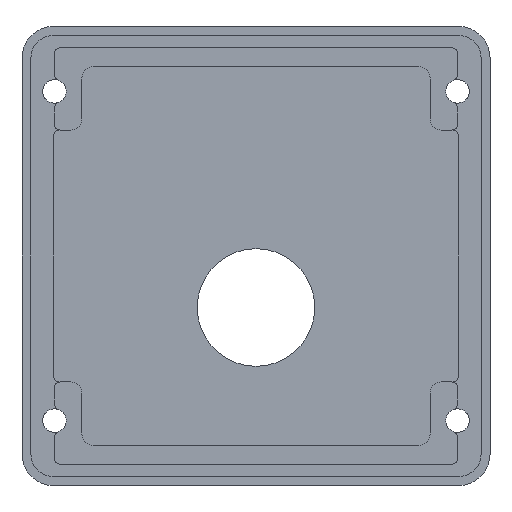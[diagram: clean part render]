
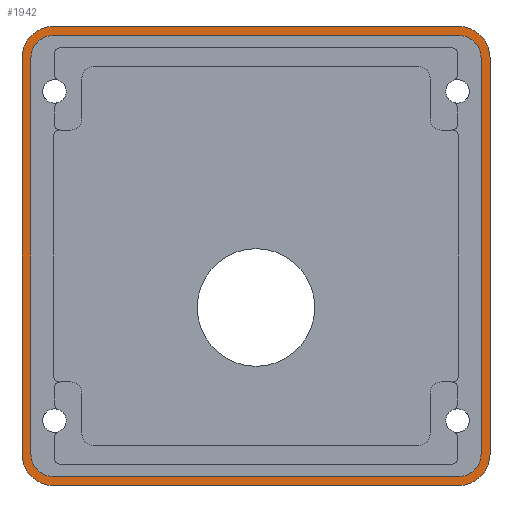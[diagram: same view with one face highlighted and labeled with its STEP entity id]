
A CAD part, front view. The second image highlights one B-rep face of the part: STEP entity #1942.
In plain terms, the highlighted planar face has unit normal (0, -1, 0).
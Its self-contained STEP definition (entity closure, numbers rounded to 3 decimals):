
#18 = EDGE_CURVE ( 'NONE', #2797, #2940, #3328, .T. ) ;
#70 = DIRECTION ( 'NONE',  ( 0., 0., 1. ) ) ;
#91 = CARTESIAN_POINT ( 'NONE',  ( 18.1, -0.6, 20.5 ) ) ;
#159 = CARTESIAN_POINT ( 'NONE',  ( -18.1, -0.6, 17.7 ) ) ;
#165 = DIRECTION ( 'NONE',  ( 0., -1., 0. ) ) ;
#188 = DIRECTION ( 'NONE',  ( -1., 0., 0. ) ) ;
#214 = VERTEX_POINT ( 'NONE', #714 ) ;
#264 = CARTESIAN_POINT ( 'NONE',  ( -18.1, -0.6, -17.7 ) ) ;
#291 = VECTOR ( 'NONE', #3653, 1000. ) ;
#306 = CARTESIAN_POINT ( 'NONE',  ( 18.1, -0.6, 17.7 ) ) ;
#312 = CARTESIAN_POINT ( 'NONE',  ( 20.9, -0.6, -17.7 ) ) ;
#347 = CARTESIAN_POINT ( 'NONE',  ( 18.1, -0.6, -19.7 ) ) ;
#359 = DIRECTION ( 'NONE',  ( 0., 0., -1. ) ) ;
#419 = CARTESIAN_POINT ( 'NONE',  ( 18.1, -0.6, -17.7 ) ) ;
#434 = VECTOR ( 'NONE', #188, 1000. ) ;
#610 = CARTESIAN_POINT ( 'NONE',  ( 18.1, -0.6, -20.5 ) ) ;
#682 = ORIENTED_EDGE ( 'NONE', *, *, #2746, .F. ) ;
#714 = CARTESIAN_POINT ( 'NONE',  ( -18.1, -0.6, -19.7 ) ) ;
#719 = EDGE_CURVE ( 'NONE', #1514, #2797, #2229, .T. ) ;
#741 = DIRECTION ( 'NONE',  ( 0., 0., -1. ) ) ;
#749 = CARTESIAN_POINT ( 'NONE',  ( -20.1, -0.6, 17.7 ) ) ;
#816 = DIRECTION ( 'NONE',  ( -1., 0., 0. ) ) ;
#837 = CARTESIAN_POINT ( 'NONE',  ( 20.1, -0.6, -17.7 ) ) ;
#872 = EDGE_CURVE ( 'NONE', #2095, #2887, #4894, .T. ) ;
#889 = DIRECTION ( 'NONE',  ( 0., -1., 0. ) ) ;
#895 = EDGE_CURVE ( 'NONE', #214, #3026, #4939, .T. ) ;
#907 = CARTESIAN_POINT ( 'NONE',  ( -20.1, -0.6, -17.7 ) ) ;
#908 = ORIENTED_EDGE ( 'NONE', *, *, #4409, .F. ) ;
#966 = CARTESIAN_POINT ( 'NONE',  ( -20.1, -0.6, 17.7 ) ) ;
#1033 = VECTOR ( 'NONE', #70, 1000. ) ;
#1055 = VERTEX_POINT ( 'NONE', #3102 ) ;
#1081 = AXIS2_PLACEMENT_3D ( 'NONE', #419, #4580, #4208 ) ;
#1106 = VERTEX_POINT ( 'NONE', #2700 ) ;
#1208 = VECTOR ( 'NONE', #816, 1000. ) ;
#1256 = CIRCLE ( 'NONE', #4177, 2.8 ) ;
#1276 = AXIS2_PLACEMENT_3D ( 'NONE', #306, #3480, #5067 ) ;
#1326 = CARTESIAN_POINT ( 'NONE',  ( 18.1, -0.6, -17.7 ) ) ;
#1398 = ORIENTED_EDGE ( 'NONE', *, *, #2213, .T. ) ;
#1415 = DIRECTION ( 'NONE',  ( 0., 0., -1. ) ) ;
#1477 = CARTESIAN_POINT ( 'NONE',  ( -20.9, -0.6, 17.7 ) ) ;
#1493 = VERTEX_POINT ( 'NONE', #1661 ) ;
#1514 = VERTEX_POINT ( 'NONE', #4031 ) ;
#1561 = VECTOR ( 'NONE', #359, 1000. ) ;
#1661 = CARTESIAN_POINT ( 'NONE',  ( 20.1, -0.6, 17.7 ) ) ;
#1785 = CARTESIAN_POINT ( 'NONE',  ( -18.1, -0.6, -19.7 ) ) ;
#1836 = VERTEX_POINT ( 'NONE', #2399 ) ;
#1873 = DIRECTION ( 'NONE',  ( 0., -1., 0. ) ) ;
#1889 = CARTESIAN_POINT ( 'NONE',  ( -18.1, -0.6, 20.5 ) ) ;
#1942 = ADVANCED_FACE ( 'NONE', ( #4015, #5110 ), #2742, .T. ) ;
#1985 = EDGE_CURVE ( 'NONE', #3026, #2774, #3597, .T. ) ;
#2031 = ORIENTED_EDGE ( 'NONE', *, *, #4364, .F. ) ;
#2095 = VERTEX_POINT ( 'NONE', #1889 ) ;
#2119 = DIRECTION ( 'NONE',  ( 0., -1., 0. ) ) ;
#2134 = EDGE_LOOP ( 'NONE', ( #4967, #2263, #1398, #3055, #4133, #2900, #2631, #3398 ) ) ;
#2213 = EDGE_CURVE ( 'NONE', #1836, #1055, #1256, .T. ) ;
#2229 = CIRCLE ( 'NONE', #2984, 2.8 ) ;
#2263 = ORIENTED_EDGE ( 'NONE', *, *, #3958, .T. ) ;
#2320 = ORIENTED_EDGE ( 'NONE', *, *, #4315, .F. ) ;
#2373 = CIRCLE ( 'NONE', #3133, 2.8 ) ;
#2378 = CARTESIAN_POINT ( 'NONE',  ( -18.1, -0.6, -17.7 ) ) ;
#2390 = VECTOR ( 'NONE', #3084, 1000. ) ;
#2399 = CARTESIAN_POINT ( 'NONE',  ( 20.9, -0.6, 17.7 ) ) ;
#2472 = DIRECTION ( 'NONE',  ( 0., 0., -1. ) ) ;
#2505 = DIRECTION ( 'NONE',  ( 1., 0., 0. ) ) ;
#2533 = AXIS2_PLACEMENT_3D ( 'NONE', #2378, #4438, #741 ) ;
#2538 = ORIENTED_EDGE ( 'NONE', *, *, #2546, .F. ) ;
#2546 = EDGE_CURVE ( 'NONE', #1493, #1106, #2870, .T. ) ;
#2561 = VECTOR ( 'NONE', #3360, 1000. ) ;
#2619 = CIRCLE ( 'NONE', #2533, 2. ) ;
#2631 = ORIENTED_EDGE ( 'NONE', *, *, #719, .T. ) ;
#2654 = ORIENTED_EDGE ( 'NONE', *, *, #1985, .F. ) ;
#2684 = DIRECTION ( 'NONE',  ( 0., 0., -1. ) ) ;
#2700 = CARTESIAN_POINT ( 'NONE',  ( 18.1, -0.6, 19.7 ) ) ;
#2742 = PLANE ( 'NONE',  #1081 ) ;
#2746 = EDGE_CURVE ( 'NONE', #4845, #214, #2619, .T. ) ;
#2772 = EDGE_CURVE ( 'NONE', #2940, #4083, #2373, .T. ) ;
#2774 = VERTEX_POINT ( 'NONE', #4116 ) ;
#2794 = EDGE_CURVE ( 'NONE', #1055, #2095, #3784, .T. ) ;
#2797 = VERTEX_POINT ( 'NONE', #3347 ) ;
#2854 = CARTESIAN_POINT ( 'NONE',  ( -18.1, -0.6, -20.5 ) ) ;
#2866 = CARTESIAN_POINT ( 'NONE',  ( 18.1, -0.6, -17.7 ) ) ;
#2870 = CIRCLE ( 'NONE', #1276, 2. ) ;
#2887 = VERTEX_POINT ( 'NONE', #2901 ) ;
#2900 = ORIENTED_EDGE ( 'NONE', *, *, #4680, .T. ) ;
#2901 = CARTESIAN_POINT ( 'NONE',  ( -20.9, -0.6, 17.7 ) ) ;
#2940 = VERTEX_POINT ( 'NONE', #610 ) ;
#2984 = AXIS2_PLACEMENT_3D ( 'NONE', #264, #1873, #2684 ) ;
#3026 = VERTEX_POINT ( 'NONE', #347 ) ;
#3055 = ORIENTED_EDGE ( 'NONE', *, *, #2794, .T. ) ;
#3084 = DIRECTION ( 'NONE',  ( 0., 0., -1. ) ) ;
#3098 = DIRECTION ( 'NONE',  ( 0., 0., -1. ) ) ;
#3099 = LINE ( 'NONE', #312, #1033 ) ;
#3102 = CARTESIAN_POINT ( 'NONE',  ( 18.1, -0.6, 20.5 ) ) ;
#3124 = LINE ( 'NONE', #749, #1561 ) ;
#3133 = AXIS2_PLACEMENT_3D ( 'NONE', #1326, #165, #4072 ) ;
#3147 = CIRCLE ( 'NONE', #3974, 2. ) ;
#3238 = VERTEX_POINT ( 'NONE', #966 ) ;
#3268 = LINE ( 'NONE', #3946, #1208 ) ;
#3326 = CARTESIAN_POINT ( 'NONE',  ( 20.9, -0.6, -17.7 ) ) ;
#3328 = LINE ( 'NONE', #2854, #3332 ) ;
#3332 = VECTOR ( 'NONE', #2505, 1000. ) ;
#3347 = CARTESIAN_POINT ( 'NONE',  ( -18.1, -0.6, -20.5 ) ) ;
#3360 = DIRECTION ( 'NONE',  ( 1., 0., 0. ) ) ;
#3398 = ORIENTED_EDGE ( 'NONE', *, *, #18, .T. ) ;
#3469 = LINE ( 'NONE', #1477, #2390 ) ;
#3480 = DIRECTION ( 'NONE',  ( 0., -1., 0. ) ) ;
#3580 = LINE ( 'NONE', #837, #291 ) ;
#3597 = CIRCLE ( 'NONE', #4264, 2. ) ;
#3653 = DIRECTION ( 'NONE',  ( 0., 0., 1. ) ) ;
#3698 = DIRECTION ( 'NONE',  ( 0., -1., 0. ) ) ;
#3738 = CARTESIAN_POINT ( 'NONE',  ( -18.1, -0.6, 19.7 ) ) ;
#3763 = ORIENTED_EDGE ( 'NONE', *, *, #895, .F. ) ;
#3784 = LINE ( 'NONE', #91, #434 ) ;
#3852 = DIRECTION ( 'NONE',  ( 0., -1., 0. ) ) ;
#3861 = ORIENTED_EDGE ( 'NONE', *, *, #5090, .F. ) ;
#3946 = CARTESIAN_POINT ( 'NONE',  ( 18.1, -0.6, 19.7 ) ) ;
#3958 = EDGE_CURVE ( 'NONE', #4083, #1836, #3099, .T. ) ;
#3974 = AXIS2_PLACEMENT_3D ( 'NONE', #159, #3698, #2472 ) ;
#4015 = FACE_OUTER_BOUND ( 'NONE', #2134, .T. ) ;
#4021 = VERTEX_POINT ( 'NONE', #3738 ) ;
#4031 = CARTESIAN_POINT ( 'NONE',  ( -20.9, -0.6, -17.7 ) ) ;
#4072 = DIRECTION ( 'NONE',  ( 0., 0., -1. ) ) ;
#4083 = VERTEX_POINT ( 'NONE', #3326 ) ;
#4116 = CARTESIAN_POINT ( 'NONE',  ( 20.1, -0.6, -17.7 ) ) ;
#4132 = DIRECTION ( 'NONE',  ( 0., 0., -1. ) ) ;
#4133 = ORIENTED_EDGE ( 'NONE', *, *, #872, .T. ) ;
#4177 = AXIS2_PLACEMENT_3D ( 'NONE', #5074, #3852, #3098 ) ;
#4208 = DIRECTION ( 'NONE',  ( 0., 0., -1. ) ) ;
#4264 = AXIS2_PLACEMENT_3D ( 'NONE', #2866, #889, #1415 ) ;
#4315 = EDGE_CURVE ( 'NONE', #2774, #1493, #3580, .T. ) ;
#4364 = EDGE_CURVE ( 'NONE', #1106, #4021, #3268, .T. ) ;
#4409 = EDGE_CURVE ( 'NONE', #4021, #3238, #3147, .T. ) ;
#4438 = DIRECTION ( 'NONE',  ( 0., -1., 0. ) ) ;
#4527 = CARTESIAN_POINT ( 'NONE',  ( -18.1, -0.6, 17.7 ) ) ;
#4580 = DIRECTION ( 'NONE',  ( 0., -1., 0. ) ) ;
#4680 = EDGE_CURVE ( 'NONE', #2887, #1514, #3469, .T. ) ;
#4814 = AXIS2_PLACEMENT_3D ( 'NONE', #4527, #2119, #4132 ) ;
#4845 = VERTEX_POINT ( 'NONE', #907 ) ;
#4894 = CIRCLE ( 'NONE', #4814, 2.8 ) ;
#4939 = LINE ( 'NONE', #1785, #2561 ) ;
#4967 = ORIENTED_EDGE ( 'NONE', *, *, #2772, .T. ) ;
#5067 = DIRECTION ( 'NONE',  ( 0., 0., -1. ) ) ;
#5074 = CARTESIAN_POINT ( 'NONE',  ( 18.1, -0.6, 17.7 ) ) ;
#5087 = EDGE_LOOP ( 'NONE', ( #2320, #2654, #3763, #682, #3861, #908, #2031, #2538 ) ) ;
#5090 = EDGE_CURVE ( 'NONE', #3238, #4845, #3124, .T. ) ;
#5110 = FACE_BOUND ( 'NONE', #5087, .T. ) ;
